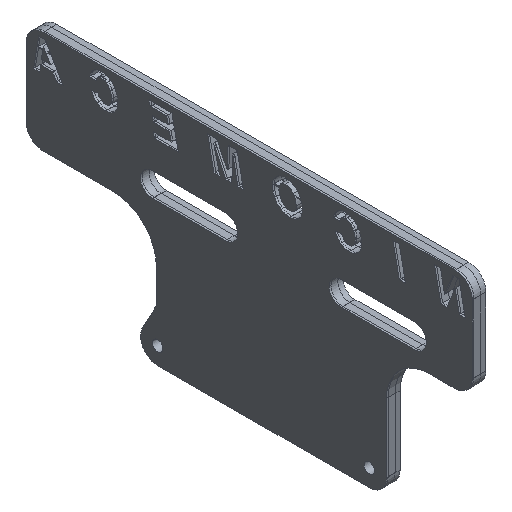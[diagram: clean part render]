
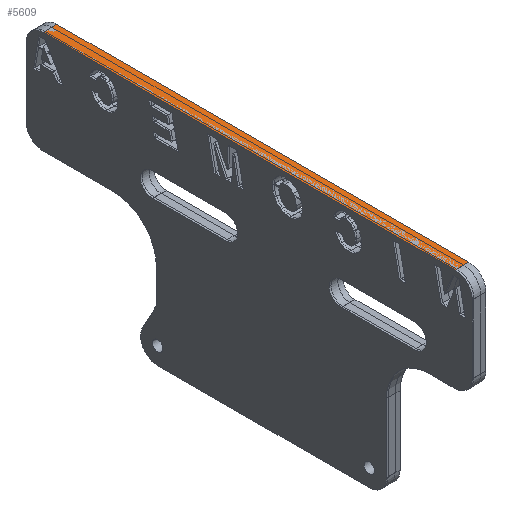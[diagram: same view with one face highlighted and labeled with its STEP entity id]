
A CAD part, isometric view. The second image highlights one B-rep face of the part: STEP entity #5609.
In plain terms, the highlighted planar face has unit normal (0, 0, 1).
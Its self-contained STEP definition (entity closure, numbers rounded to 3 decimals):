
#456=PLANE('',#5903);
#698=FACE_OUTER_BOUND('',#1015,.T.);
#1015=EDGE_LOOP('',(#4523,#4524,#4525,#4526));
#1425=LINE('',#8648,#1992);
#1435=LINE('',#8689,#2002);
#1458=LINE('',#8751,#2025);
#1459=LINE('',#8753,#2026);
#1992=VECTOR('',#6393,10.);
#2002=VECTOR('',#6425,10.);
#2025=VECTOR('',#6492,10.);
#2026=VECTOR('',#6495,10.);
#2621=VERTEX_POINT('',#8645);
#2622=VERTEX_POINT('',#8647);
#2641=VERTEX_POINT('',#8686);
#2642=VERTEX_POINT('',#8688);
#3284=EDGE_CURVE('',#2621,#2622,#1425,.T.);
#3304=EDGE_CURVE('',#2642,#2641,#1435,.T.);
#3336=EDGE_CURVE('',#2641,#2622,#1458,.T.);
#3337=EDGE_CURVE('',#2642,#2621,#1459,.T.);
#4523=ORIENTED_EDGE('',*,*,#3304,.T.);
#4524=ORIENTED_EDGE('',*,*,#3336,.T.);
#4525=ORIENTED_EDGE('',*,*,#3284,.F.);
#4526=ORIENTED_EDGE('',*,*,#3337,.F.);
#5609=ADVANCED_FACE('',(#698),#456,.T.);
#5903=AXIS2_PLACEMENT_3D('',#8752,#6493,#6494);
#6393=DIRECTION('',(0.,-1.,0.));
#6425=DIRECTION('',(0.,-1.,0.));
#6492=DIRECTION('',(1.,0.,0.));
#6493=DIRECTION('center_axis',(0.,0.,1.));
#6494=DIRECTION('ref_axis',(0.,-1.,0.));
#6495=DIRECTION('',(1.,0.,0.));
#8645=CARTESIAN_POINT('',(8.,0.894,105.145));
#8647=CARTESIAN_POINT('',(8.,-239.106,105.145));
#8648=CARTESIAN_POINT('',(8.,0.894,105.145));
#8686=CARTESIAN_POINT('',(0.,-239.106,105.145));
#8688=CARTESIAN_POINT('',(0.,0.894,105.145));
#8689=CARTESIAN_POINT('',(0.,0.894,105.145));
#8751=CARTESIAN_POINT('',(0.,-239.106,105.145));
#8752=CARTESIAN_POINT('Origin',(0.,0.894,105.145));
#8753=CARTESIAN_POINT('',(0.,0.894,105.145));
